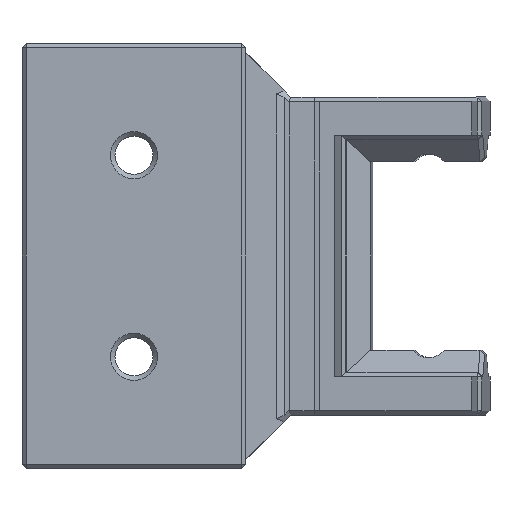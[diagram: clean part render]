
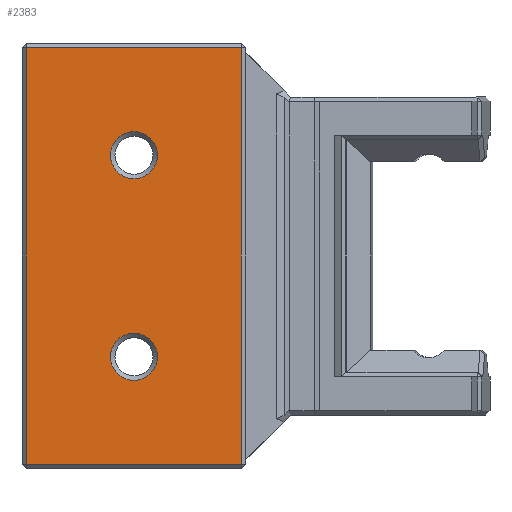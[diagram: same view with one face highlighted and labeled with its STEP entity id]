
A CAD part, front view. The second image highlights one B-rep face of the part: STEP entity #2383.
In plain terms, the highlighted planar face has unit normal (0, -1, 0).
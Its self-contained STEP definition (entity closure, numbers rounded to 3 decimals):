
#45=FACE_BOUND('',#272,.T.);
#46=FACE_BOUND('',#273,.T.);
#62=CIRCLE('',#2556,2.1);
#64=CIRCLE('',#2560,2.1);
#117=FACE_OUTER_BOUND('',#271,.T.);
#271=EDGE_LOOP('',(#1719,#1720,#1721,#1722));
#272=EDGE_LOOP('',(#1723));
#273=EDGE_LOOP('',(#1724));
#494=LINE('',#3611,#802);
#495=LINE('',#3613,#803);
#496=LINE('',#3615,#804);
#497=LINE('',#3616,#805);
#802=VECTOR('',#2912,10.);
#803=VECTOR('',#2913,10.);
#804=VECTOR('',#2914,10.);
#805=VECTOR('',#2915,10.);
#1073=VERTEX_POINT('',#3579);
#1075=VERTEX_POINT('',#3587);
#1084=VERTEX_POINT('',#3609);
#1085=VERTEX_POINT('',#3610);
#1086=VERTEX_POINT('',#3612);
#1087=VERTEX_POINT('',#3614);
#1301=EDGE_CURVE('',#1073,#1073,#62,.T.);
#1305=EDGE_CURVE('',#1075,#1075,#64,.T.);
#1314=EDGE_CURVE('',#1084,#1085,#494,.T.);
#1315=EDGE_CURVE('',#1086,#1084,#495,.T.);
#1316=EDGE_CURVE('',#1087,#1086,#496,.T.);
#1317=EDGE_CURVE('',#1085,#1087,#497,.T.);
#1719=ORIENTED_EDGE('',*,*,#1314,.F.);
#1720=ORIENTED_EDGE('',*,*,#1315,.F.);
#1721=ORIENTED_EDGE('',*,*,#1316,.F.);
#1722=ORIENTED_EDGE('',*,*,#1317,.F.);
#1723=ORIENTED_EDGE('',*,*,#1305,.F.);
#1724=ORIENTED_EDGE('',*,*,#1301,.F.);
#2236=PLANE('',#2563);
#2383=ADVANCED_FACE('',(#117,#45,#46),#2236,.F.);
#2556=AXIS2_PLACEMENT_3D('',#3581,#2886,#2887);
#2560=AXIS2_PLACEMENT_3D('',#3589,#2896,#2897);
#2563=AXIS2_PLACEMENT_3D('',#3608,#2910,#2911);
#2886=DIRECTION('center_axis',(0.,-1.,0.));
#2887=DIRECTION('ref_axis',(1.,0.,0.));
#2896=DIRECTION('center_axis',(0.,-1.,0.));
#2897=DIRECTION('ref_axis',(1.,0.,0.));
#2910=DIRECTION('center_axis',(0.,1.,0.));
#2911=DIRECTION('ref_axis',(1.,0.,0.));
#2912=DIRECTION('',(0.,0.,-1.));
#2913=DIRECTION('',(1.,0.,0.));
#2914=DIRECTION('',(0.,0.,1.));
#2915=DIRECTION('',(-1.,0.,0.));
#3579=CARTESIAN_POINT('',(-72.1,0.,3.));
#3581=CARTESIAN_POINT('Origin',(-70.,0.,3.));
#3587=CARTESIAN_POINT('',(-72.1,0.,-15.));
#3589=CARTESIAN_POINT('Origin',(-70.,0.,-15.));
#3608=CARTESIAN_POINT('Origin',(-49.45,0.,-6.));
#3609=CARTESIAN_POINT('',(-60.4,0.,12.6));
#3610=CARTESIAN_POINT('',(-60.4,0.,-24.6));
#3611=CARTESIAN_POINT('',(-60.4,0.,3.5));
#3612=CARTESIAN_POINT('',(-79.6,0.,12.6));
#3613=CARTESIAN_POINT('',(-64.725,0.,12.6));
#3614=CARTESIAN_POINT('',(-79.6,0.,-24.6));
#3615=CARTESIAN_POINT('',(-79.6,0.,-15.5));
#3616=CARTESIAN_POINT('',(-54.725,0.,-24.6));
